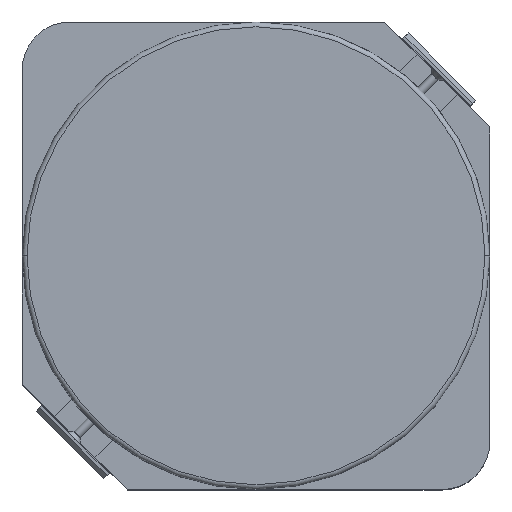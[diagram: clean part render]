
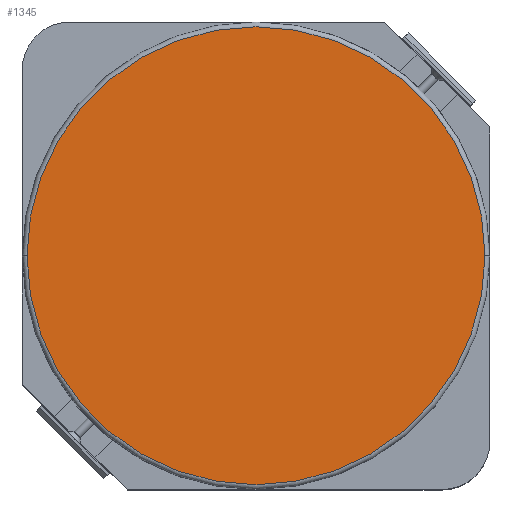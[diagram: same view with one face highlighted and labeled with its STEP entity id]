
A CAD part, top view. The second image highlights one B-rep face of the part: STEP entity #1345.
In plain terms, the highlighted planar face has unit normal (0, 0, 1).
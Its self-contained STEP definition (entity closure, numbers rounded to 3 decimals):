
#53 = EDGE_LOOP ( 'NONE', ( #368, #2446 ) ) ;
#144 = DIRECTION ( 'NONE',  ( 1., 0., 0. ) ) ;
#248 = EDGE_CURVE ( 'NONE', #1732, #2263, #2145, .T. ) ;
#317 = PLANE ( 'NONE',  #1360 ) ;
#322 = CARTESIAN_POINT ( 'NONE',  ( 0., 0., 3.005 ) ) ;
#368 = ORIENTED_EDGE ( 'NONE', *, *, #248, .T. ) ;
#711 = CARTESIAN_POINT ( 'NONE',  ( 2.4, 0., 3.005 ) ) ;
#847 = CARTESIAN_POINT ( 'NONE',  ( -2.4, 0., 3.005 ) ) ;
#965 = CIRCLE ( 'NONE', #2092, 2.4 ) ;
#1345 = ADVANCED_FACE ( 'NONE', ( #2845 ), #317, .T. ) ;
#1360 = AXIS2_PLACEMENT_3D ( 'NONE', #322, #2678, #2977 ) ;
#1727 = CARTESIAN_POINT ( 'NONE',  ( 0., 0., 3.005 ) ) ;
#1732 = VERTEX_POINT ( 'NONE', #711 ) ;
#1843 = CARTESIAN_POINT ( 'NONE',  ( 0., 0., 3.005 ) ) ;
#2092 = AXIS2_PLACEMENT_3D ( 'NONE', #1843, #2532, #144 ) ;
#2145 = CIRCLE ( 'NONE', #2177, 2.4 ) ;
#2177 = AXIS2_PLACEMENT_3D ( 'NONE', #1727, #2505, #2272 ) ;
#2263 = VERTEX_POINT ( 'NONE', #847 ) ;
#2272 = DIRECTION ( 'NONE',  ( 1., 0., 0. ) ) ;
#2446 = ORIENTED_EDGE ( 'NONE', *, *, #2957, .T. ) ;
#2505 = DIRECTION ( 'NONE',  ( 0., 0., 1. ) ) ;
#2532 = DIRECTION ( 'NONE',  ( 0., 0., 1. ) ) ;
#2678 = DIRECTION ( 'NONE',  ( 0., 0., 1. ) ) ;
#2845 = FACE_OUTER_BOUND ( 'NONE', #53, .T. ) ;
#2957 = EDGE_CURVE ( 'NONE', #2263, #1732, #965, .T. ) ;
#2977 = DIRECTION ( 'NONE',  ( 1., 0., 0. ) ) ;
